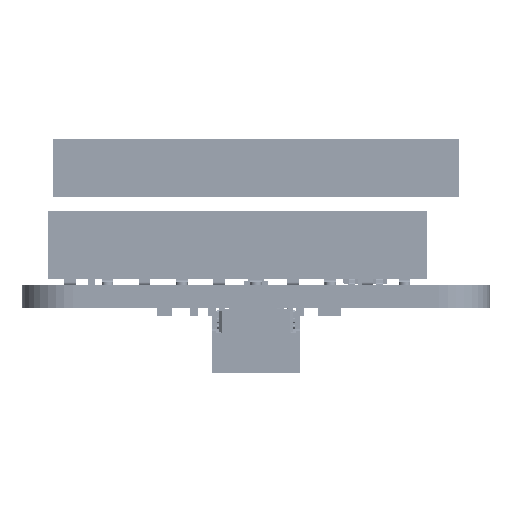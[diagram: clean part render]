
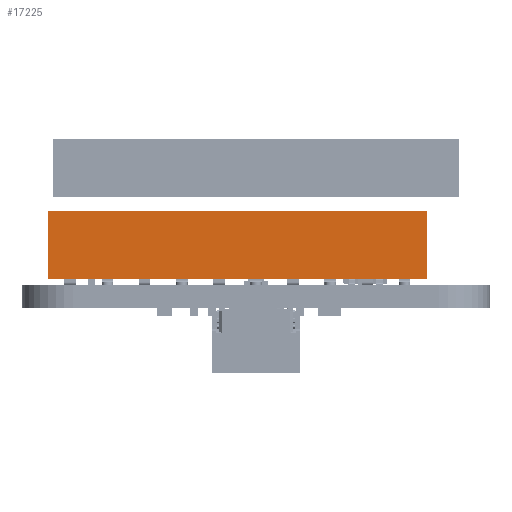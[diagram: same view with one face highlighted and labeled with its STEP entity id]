
A CAD part, left-side view. The second image highlights one B-rep face of the part: STEP entity #17225.
In plain terms, the highlighted face is planar.
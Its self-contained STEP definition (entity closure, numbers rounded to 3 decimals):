
#16829 = VERTEX_POINT('',#16830);
#16830 = CARTESIAN_POINT('',(-12.95,4.65,1.25));
#16836 = EDGE_CURVE('',#16829,#16837,#16839,.T.);
#16837 = VERTEX_POINT('',#16838);
#16838 = CARTESIAN_POINT('',(12.95,4.65,1.25));
#16839 = LINE('',#16840,#16841);
#16840 = CARTESIAN_POINT('',(-12.95,4.65,1.25));
#16841 = VECTOR('',#16842,1.);
#16842 = DIRECTION('',(1.,0.,0.));
#17201 = VERTEX_POINT('',#17202);
#17202 = CARTESIAN_POINT('',(-12.95,0.,1.25));
#17208 = EDGE_CURVE('',#16829,#17201,#17209,.T.);
#17209 = LINE('',#17210,#17211);
#17210 = CARTESIAN_POINT('',(-12.95,4.65,1.25));
#17211 = VECTOR('',#17212,1.);
#17212 = DIRECTION('',(0.,-1.,0.));
#17225 = ADVANCED_FACE('',(#17226),#17244,.F.);
#17226 = FACE_BOUND('',#17227,.T.);
#17227 = EDGE_LOOP('',(#17228,#17236,#17237,#17238));
#17228 = ORIENTED_EDGE('',*,*,#17229,.F.);
#17229 = EDGE_CURVE('',#16837,#17230,#17232,.T.);
#17230 = VERTEX_POINT('',#17231);
#17231 = CARTESIAN_POINT('',(12.95,0.,1.25));
#17232 = LINE('',#17233,#17234);
#17233 = CARTESIAN_POINT('',(12.95,4.65,1.25));
#17234 = VECTOR('',#17235,1.);
#17235 = DIRECTION('',(0.,-1.,0.));
#17236 = ORIENTED_EDGE('',*,*,#16836,.F.);
#17237 = ORIENTED_EDGE('',*,*,#17208,.T.);
#17238 = ORIENTED_EDGE('',*,*,#17239,.T.);
#17239 = EDGE_CURVE('',#17201,#17230,#17240,.T.);
#17240 = LINE('',#17241,#17242);
#17241 = CARTESIAN_POINT('',(-12.95,0.,1.25));
#17242 = VECTOR('',#17243,1.);
#17243 = DIRECTION('',(1.,0.,0.));
#17244 = PLANE('',#17245);
#17245 = AXIS2_PLACEMENT_3D('',#17246,#17247,#17248);
#17246 = CARTESIAN_POINT('',(-12.95,4.65,1.25));
#17247 = DIRECTION('',(0.,0.,-1.));
#17248 = DIRECTION('',(0.,-1.,0.));
